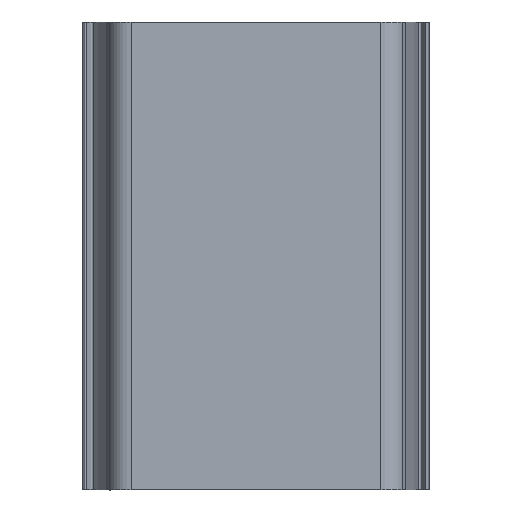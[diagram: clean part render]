
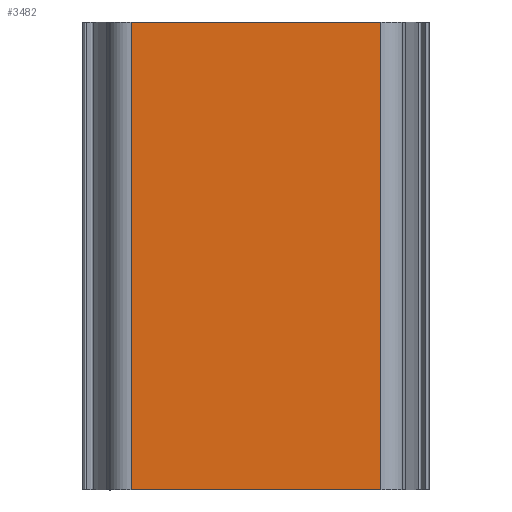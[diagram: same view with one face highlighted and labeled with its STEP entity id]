
A CAD part, front view. The second image highlights one B-rep face of the part: STEP entity #3482.
In plain terms, the highlighted planar face has unit normal (0, -1, 0).
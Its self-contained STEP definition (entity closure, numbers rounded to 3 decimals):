
#230=CARTESIAN_POINT('',(26.657,-15.4,0.0));
#231=VERTEX_POINT('',#230);
#239=CARTESIAN_POINT('',(-26.657,-15.4,0.0));
#240=VERTEX_POINT('',#239);
#241=CARTESIAN_POINT('',(26.657,-15.4,0.0));
#242=DIRECTION('',(-1.0,0.0,0.0));
#243=VECTOR('',#242,53.315);
#244=LINE('',#241,#243);
#245=EDGE_CURVE('',#231,#240,#244,.T.);
#1666=CARTESIAN_POINT('',(-26.657,-15.4,100.0));
#1667=VERTEX_POINT('',#1666);
#1675=CARTESIAN_POINT('',(26.657,-15.4,100.0));
#1676=VERTEX_POINT('',#1675);
#1677=CARTESIAN_POINT('',(26.657,-15.4,100.0));
#1678=DIRECTION('',(-1.0,0.0,0.0));
#1679=VECTOR('',#1678,53.315);
#1680=LINE('',#1677,#1679);
#1681=EDGE_CURVE('',#1676,#1667,#1680,.T.);
#3414=CARTESIAN_POINT('',(26.657,-15.4,100.0));
#3415=DIRECTION('',(0.0,0.0,-1.0));
#3416=VECTOR('',#3415,100.0);
#3417=LINE('',#3414,#3416);
#3418=EDGE_CURVE('',#1676,#231,#3417,.T.);
#3438=CARTESIAN_POINT('',(-26.657,-15.4,0.0));
#3439=DIRECTION('',(0.0,0.0,1.0));
#3440=VECTOR('',#3439,100.0);
#3441=LINE('',#3438,#3440);
#3442=EDGE_CURVE('',#240,#1667,#3441,.T.);
#3471=CARTESIAN_POINT('',(29.967,-15.4,0.0));
#3472=DIRECTION('',(0.0,-1.0,0.0));
#3473=DIRECTION('',(0.0,0.0,-1.0));
#3474=AXIS2_PLACEMENT_3D('',#3471,#3472,#3473);
#3475=PLANE('',#3474);
#3476=ORIENTED_EDGE('',*,*,#3418,.F.);
#3477=ORIENTED_EDGE('',*,*,#1681,.T.);
#3478=ORIENTED_EDGE('',*,*,#3442,.F.);
#3479=ORIENTED_EDGE('',*,*,#245,.F.);
#3480=EDGE_LOOP('',(#3476,#3477,#3478,#3479));
#3481=FACE_OUTER_BOUND('',#3480,.T.);
#3482=ADVANCED_FACE('',(#3481),#3475,.T.);
